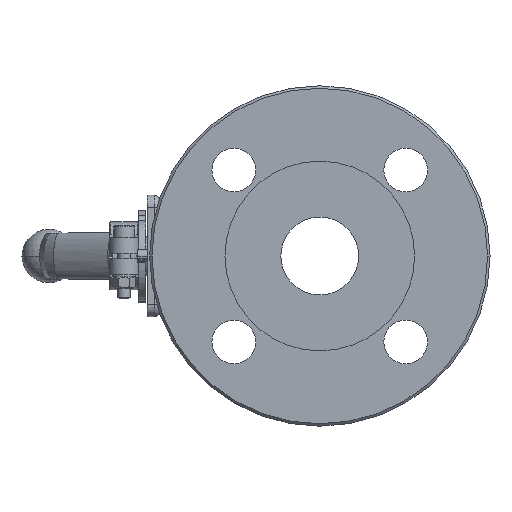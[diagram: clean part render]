
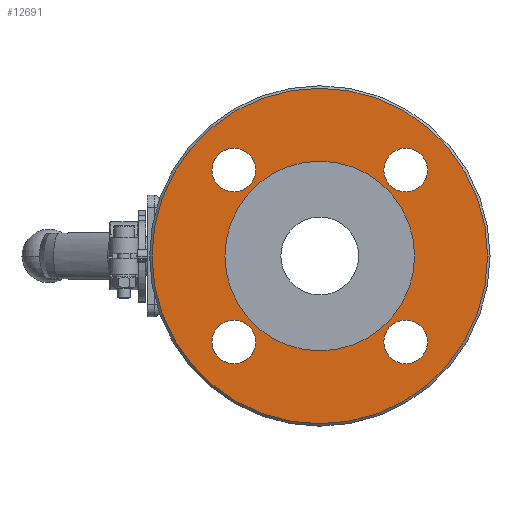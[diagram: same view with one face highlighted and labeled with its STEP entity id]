
A CAD part, left-side view. The second image highlights one B-rep face of the part: STEP entity #12691.
In plain terms, the highlighted planar face has unit normal (-1, 0, 0).
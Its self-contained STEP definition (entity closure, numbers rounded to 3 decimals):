
#527 = EDGE_LOOP ( 'NONE', ( #40188, #41406 ) ) ;
#1068 = ORIENTED_EDGE ( 'NONE', *, *, #34951, .T. ) ;
#1161 = AXIS2_PLACEMENT_3D ( 'NONE', #7288, #37227, #13818 ) ;
#2072 = DIRECTION ( 'NONE',  ( 0., 0., 1. ) ) ;
#2512 = DIRECTION ( 'NONE',  ( 1., 0., 0. ) ) ;
#2697 = AXIS2_PLACEMENT_3D ( 'NONE', #7964, #21706, #4582 ) ;
#3095 = CARTESIAN_POINT ( 'NONE',  ( -43., 34.855, 44.355 ) ) ;
#3105 = CARTESIAN_POINT ( 'NONE',  ( -43., 38.5, 0. ) ) ;
#3266 = CIRCLE ( 'NONE', #10427, 9. ) ;
#3341 = CIRCLE ( 'NONE', #9050, 39. ) ;
#3427 = FACE_OUTER_BOUND ( 'NONE', #4180, .T. ) ;
#3919 = CARTESIAN_POINT ( 'NONE',  ( -43., -0.5, 0. ) ) ;
#4180 = EDGE_LOOP ( 'NONE', ( #7103, #34543 ) ) ;
#4450 = ORIENTED_EDGE ( 'NONE', *, *, #40056, .T. ) ;
#4517 = VERTEX_POINT ( 'NONE', #35539 ) ;
#4582 = DIRECTION ( 'NONE',  ( 0., 0., 1. ) ) ;
#4750 = CIRCLE ( 'NONE', #1161, 69. ) ;
#5062 = VERTEX_POINT ( 'NONE', #15012 ) ;
#5807 = DIRECTION ( 'NONE',  ( 0., 1., 0. ) ) ;
#6103 = EDGE_CURVE ( 'NONE', #42809, #30944, #30522, .T. ) ;
#6582 = DIRECTION ( 'NONE',  ( 0., 0., 1. ) ) ;
#6796 = FACE_BOUND ( 'NONE', #9203, .T. ) ;
#7103 = ORIENTED_EDGE ( 'NONE', *, *, #40094, .F. ) ;
#7288 = CARTESIAN_POINT ( 'NONE',  ( -43., -0.5, 0. ) ) ;
#7404 = EDGE_CURVE ( 'NONE', #37168, #5062, #12558, .T. ) ;
#7964 = CARTESIAN_POINT ( 'NONE',  ( -43., -35.855, -35.355 ) ) ;
#7970 = DIRECTION ( 'NONE',  ( 0., 1., 0. ) ) ;
#8127 = DIRECTION ( 'NONE',  ( 1., 0., 0. ) ) ;
#8517 = VERTEX_POINT ( 'NONE', #41563 ) ;
#8789 = DIRECTION ( 'NONE',  ( 1., 0., 0. ) ) ;
#9050 = AXIS2_PLACEMENT_3D ( 'NONE', #3919, #16978, #10660 ) ;
#9203 = EDGE_LOOP ( 'NONE', ( #16628, #1068 ) ) ;
#9429 = CIRCLE ( 'NONE', #10135, 9. ) ;
#10135 = AXIS2_PLACEMENT_3D ( 'NONE', #39613, #8789, #38957 ) ;
#10265 = EDGE_CURVE ( 'NONE', #12913, #11804, #9429, .T. ) ;
#10427 = AXIS2_PLACEMENT_3D ( 'NONE', #22994, #2512, #2072 ) ;
#10660 = DIRECTION ( 'NONE',  ( 0., 1., 0. ) ) ;
#10851 = DIRECTION ( 'NONE',  ( 0., 0., 1. ) ) ;
#11749 = VERTEX_POINT ( 'NONE', #43576 ) ;
#11804 = VERTEX_POINT ( 'NONE', #3095 ) ;
#12141 = DIRECTION ( 'NONE',  ( 1., 0., 0. ) ) ;
#12558 = CIRCLE ( 'NONE', #27661, 9. ) ;
#12691 = ADVANCED_FACE ( 'NONE', ( #13335, #34254, #40780, #6796, #37414, #3427 ), #17384, .T. ) ;
#12913 = VERTEX_POINT ( 'NONE', #20380 ) ;
#13059 = AXIS2_PLACEMENT_3D ( 'NONE', #27504, #17156, #6582 ) ;
#13335 = FACE_BOUND ( 'NONE', #40209, .T. ) ;
#13818 = DIRECTION ( 'NONE',  ( 0., 1., 0. ) ) ;
#14188 = EDGE_CURVE ( 'NONE', #11804, #12913, #26711, .T. ) ;
#15012 = CARTESIAN_POINT ( 'NONE',  ( -43., 34.855, -44.355 ) ) ;
#15337 = CARTESIAN_POINT ( 'NONE',  ( -43., 34.855, -35.355 ) ) ;
#16128 = AXIS2_PLACEMENT_3D ( 'NONE', #17878, #21715, #7970 ) ;
#16628 = ORIENTED_EDGE ( 'NONE', *, *, #7404, .T. ) ;
#16947 = ORIENTED_EDGE ( 'NONE', *, *, #33130, .T. ) ;
#16978 = DIRECTION ( 'NONE',  ( 1., 0., 0. ) ) ;
#17156 = DIRECTION ( 'NONE',  ( -1., 0., 0. ) ) ;
#17384 = PLANE ( 'NONE',  #13059 ) ;
#17878 = CARTESIAN_POINT ( 'NONE',  ( -43., -0.5, 0. ) ) ;
#18294 = CARTESIAN_POINT ( 'NONE',  ( -43., 34.855, -26.355 ) ) ;
#18689 = AXIS2_PLACEMENT_3D ( 'NONE', #29231, #36633, #5807 ) ;
#19046 = DIRECTION ( 'NONE',  ( 1., 0., 0. ) ) ;
#20380 = CARTESIAN_POINT ( 'NONE',  ( -43., 34.855, 26.355 ) ) ;
#20390 = ORIENTED_EDGE ( 'NONE', *, *, #35437, .T. ) ;
#20681 = EDGE_CURVE ( 'NONE', #44260, #11749, #3266, .T. ) ;
#21509 = EDGE_LOOP ( 'NONE', ( #37277, #37246 ) ) ;
#21706 = DIRECTION ( 'NONE',  ( 1., 0., 0. ) ) ;
#21715 = DIRECTION ( 'NONE',  ( 1., 0., 0. ) ) ;
#22098 = DIRECTION ( 'NONE',  ( 0., 0., 1. ) ) ;
#22975 = CARTESIAN_POINT ( 'NONE',  ( -43., -69.5, 0. ) ) ;
#22994 = CARTESIAN_POINT ( 'NONE',  ( -43., -35.855, 35.355 ) ) ;
#24385 = EDGE_LOOP ( 'NONE', ( #16947, #20390 ) ) ;
#25101 = CIRCLE ( 'NONE', #30846, 9. ) ;
#25167 = CARTESIAN_POINT ( 'NONE',  ( -43., -39.5, 0. ) ) ;
#25425 = ORIENTED_EDGE ( 'NONE', *, *, #6103, .T. ) ;
#25996 = AXIS2_PLACEMENT_3D ( 'NONE', #29465, #12141, #29250 ) ;
#26429 = CIRCLE ( 'NONE', #2697, 9. ) ;
#26441 = DIRECTION ( 'NONE',  ( 1., 0., 0. ) ) ;
#26478 = CARTESIAN_POINT ( 'NONE',  ( -43., -35.855, 44.355 ) ) ;
#26670 = CARTESIAN_POINT ( 'NONE',  ( -43., 34.855, -35.355 ) ) ;
#26711 = CIRCLE ( 'NONE', #25996, 9. ) ;
#27274 = AXIS2_PLACEMENT_3D ( 'NONE', #43092, #26441, #39947 ) ;
#27504 = CARTESIAN_POINT ( 'NONE',  ( -43., 53.5, 0. ) ) ;
#27661 = AXIS2_PLACEMENT_3D ( 'NONE', #15337, #39405, #22098 ) ;
#29231 = CARTESIAN_POINT ( 'NONE',  ( -43., -0.5, 0. ) ) ;
#29250 = DIRECTION ( 'NONE',  ( 0., 0., 1. ) ) ;
#29465 = CARTESIAN_POINT ( 'NONE',  ( -43., 34.855, 35.355 ) ) ;
#29966 = CARTESIAN_POINT ( 'NONE',  ( -43., -35.855, -26.355 ) ) ;
#30522 = CIRCLE ( 'NONE', #16128, 39. ) ;
#30846 = AXIS2_PLACEMENT_3D ( 'NONE', #38746, #8127, #10851 ) ;
#30944 = VERTEX_POINT ( 'NONE', #25167 ) ;
#33130 = EDGE_CURVE ( 'NONE', #39274, #4517, #26429, .T. ) ;
#34254 = FACE_BOUND ( 'NONE', #24385, .T. ) ;
#34543 = ORIENTED_EDGE ( 'NONE', *, *, #36487, .F. ) ;
#34838 = EDGE_CURVE ( 'NONE', #11749, #44260, #42350, .T. ) ;
#34951 = EDGE_CURVE ( 'NONE', #5062, #37168, #43766, .T. ) ;
#35437 = EDGE_CURVE ( 'NONE', #4517, #39274, #25101, .T. ) ;
#35539 = CARTESIAN_POINT ( 'NONE',  ( -43., -35.855, -44.355 ) ) ;
#36177 = VERTEX_POINT ( 'NONE', #22975 ) ;
#36487 = EDGE_CURVE ( 'NONE', #36177, #8517, #38065, .T. ) ;
#36633 = DIRECTION ( 'NONE',  ( 1., 0., 0. ) ) ;
#37168 = VERTEX_POINT ( 'NONE', #18294 ) ;
#37227 = DIRECTION ( 'NONE',  ( 1., 0., 0. ) ) ;
#37246 = ORIENTED_EDGE ( 'NONE', *, *, #10265, .T. ) ;
#37277 = ORIENTED_EDGE ( 'NONE', *, *, #14188, .T. ) ;
#37414 = FACE_BOUND ( 'NONE', #527, .T. ) ;
#38065 = CIRCLE ( 'NONE', #18689, 69. ) ;
#38746 = CARTESIAN_POINT ( 'NONE',  ( -43., -35.855, -35.355 ) ) ;
#38957 = DIRECTION ( 'NONE',  ( 0., 0., 1. ) ) ;
#39274 = VERTEX_POINT ( 'NONE', #29966 ) ;
#39405 = DIRECTION ( 'NONE',  ( 1., 0., 0. ) ) ;
#39613 = CARTESIAN_POINT ( 'NONE',  ( -43., 34.855, 35.355 ) ) ;
#39947 = DIRECTION ( 'NONE',  ( 0., 0., 1. ) ) ;
#40056 = EDGE_CURVE ( 'NONE', #30944, #42809, #3341, .T. ) ;
#40094 = EDGE_CURVE ( 'NONE', #8517, #36177, #4750, .T. ) ;
#40188 = ORIENTED_EDGE ( 'NONE', *, *, #20681, .T. ) ;
#40209 = EDGE_LOOP ( 'NONE', ( #25425, #4450 ) ) ;
#40392 = DIRECTION ( 'NONE',  ( 0., 0., 1. ) ) ;
#40780 = FACE_BOUND ( 'NONE', #21509, .T. ) ;
#41406 = ORIENTED_EDGE ( 'NONE', *, *, #34838, .T. ) ;
#41563 = CARTESIAN_POINT ( 'NONE',  ( -43., 68.5, 0. ) ) ;
#41633 = AXIS2_PLACEMENT_3D ( 'NONE', #26670, #19046, #40392 ) ;
#42350 = CIRCLE ( 'NONE', #27274, 9. ) ;
#42809 = VERTEX_POINT ( 'NONE', #3105 ) ;
#43092 = CARTESIAN_POINT ( 'NONE',  ( -43., -35.855, 35.355 ) ) ;
#43576 = CARTESIAN_POINT ( 'NONE',  ( -43., -35.855, 26.355 ) ) ;
#43766 = CIRCLE ( 'NONE', #41633, 9. ) ;
#44260 = VERTEX_POINT ( 'NONE', #26478 ) ;
